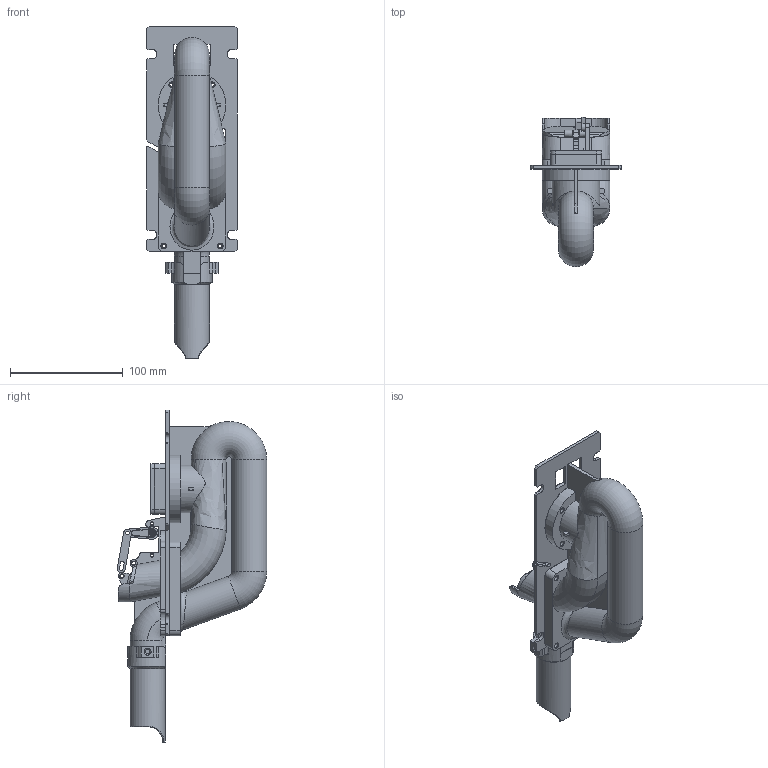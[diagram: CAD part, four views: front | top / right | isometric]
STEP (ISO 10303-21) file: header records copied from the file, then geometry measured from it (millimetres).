
FILE_DESCRIPTION(('FreeCAD Model'),'2;1');
FILE_NAME('Open CASCADE Shape Model','2023-01-15T22:22:58',(''),(''), 'Open CASCADE STEP processor 7.6','FreeCAD','Unknown');
FILE_SCHEMA(('AUTOMOTIVE_DESIGN { 1 0 10303 214 1 1 1 1 }'));
Length unit declared in the file: millimetre
Products named in the file (14): BallActionneur; CarterVac; TubeInterne; TubeExterne; TubeEntree; SpacerTurbine; CacheTurbine; LamelleTurbine; Trappe; EnsembleServo; EnsembleServoArm; ServoArm; BigServoArm; ArmLink
Assembly tree (13 placements, depth 4):
  BallActionneur
    CarterVac
    TubeInterne
    TubeExterne
    TubeEntree
    SpacerTurbine
    CacheTurbine
    LamelleTurbine
    Trappe
    EnsembleServo
      EnsembleServoArm
        ServoArm
        BigServoArm
        ArmLink
Bounding box: 80 x 132.32 x 294 mm (x, y, z)
Volume: 237372.2 mm3; surface area: 176582.4 mm2
Topology: 11 solids, 11 shells, 541 faces, 1423 edges, 904 vertices
Faces by surface type: plane 245, cylinder 171, cone 76, bspline 28, torus 10, revolution 6, extrusion 5
Full cylindrical faces by diameter (mm): 2.2 x2, 2.5 x3, 3.2 x26, 4.2 x10, 4.5 x2, 6.9 x1, 27 x5, 31 x1, 36.5 x1, 37.3 x2
Entity records: 22301 total; most frequent: CARTESIAN_POINT 8297, DIRECTION 2845, ORIENTED_EDGE 2844, EDGE_CURVE 1422, AXIS2_PLACEMENT_3D 1013, VERTEX_POINT 904, VECTOR 813, LINE 808
